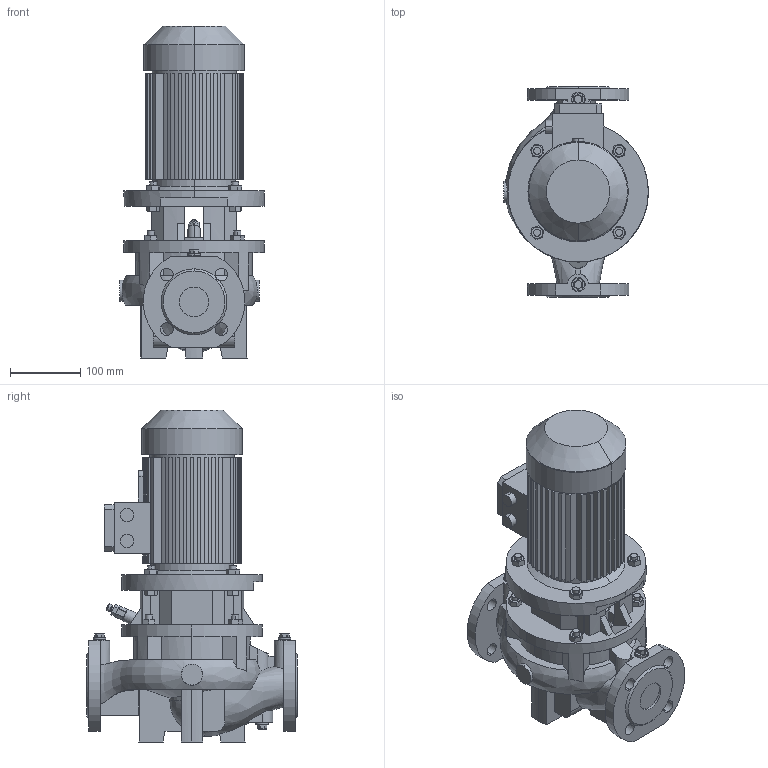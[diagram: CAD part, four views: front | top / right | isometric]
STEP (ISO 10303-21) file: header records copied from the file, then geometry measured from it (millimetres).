
FILE_DESCRIPTION (( 'STEP AP203' ), '1' );
FILE_NAME ('枅-313-000-313-002-01-07.step', '2025-02-11T17:03:33', ( 'adb' ), ( '' ), 'SwSTEP 2.0', 'SolidWorks 2016', '' );
FILE_SCHEMA (( 'CONFIG_CONTROL_DESIGN' ));
Length unit declared in the file: millimetre
Products named in the file (1): 枅-313-000-313-002-01-07
Bounding box: 206 x 300 x 473 mm (x, y, z)
Volume: 7256102.4 mm3; surface area: 764881.9 mm2
Topology: 8 solids, 23 shells, 898 faces, 2323 edges, 1526 vertices
Faces by surface type: plane 490, cylinder 305, cone 89, bspline 11, sphere 3
Entity records: 32770 total; most frequent: CARTESIAN_POINT 10540, ORIENTED_EDGE 4642, DIRECTION 4591, EDGE_CURVE 2321, AXIS2_PLACEMENT_3D 1681, VERTEX_POINT 1526, LINE 1229, VECTOR 1229
